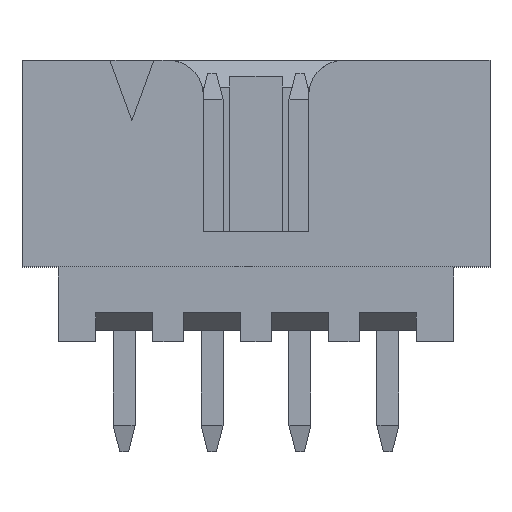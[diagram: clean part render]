
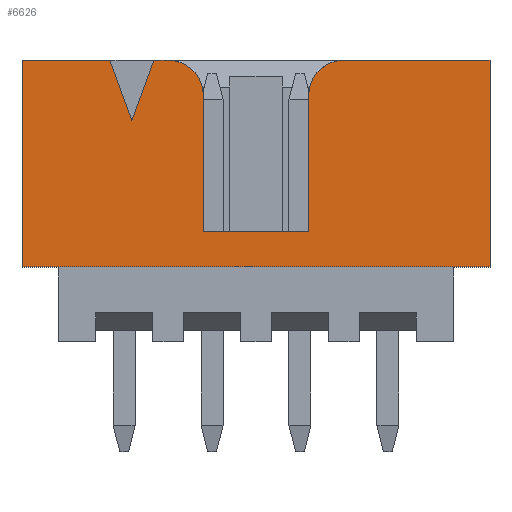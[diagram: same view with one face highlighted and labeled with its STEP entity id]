
A CAD part, top view. The second image highlights one B-rep face of the part: STEP entity #6626.
In plain terms, the highlighted planar face has unit normal (0, 0, 1).
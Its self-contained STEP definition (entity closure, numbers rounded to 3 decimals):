
#2105=DIRECTION('',(0.342,-0.94,0.));
#2106=VECTOR('',#2105,1.462);
#2107=CARTESIAN_POINT('',(-3.325,3.2,3.15));
#2108=LINE('',#2107,#2106);
#2109=DIRECTION('',(0.342,0.94,0.));
#2110=VECTOR('',#2109,1.462);
#2111=CARTESIAN_POINT('',(-2.825,1.826,3.15));
#2112=LINE('',#2111,#2110);
#2113=DIRECTION('',(-1.,0.,0.));
#2114=VECTOR('',#2113,0.325);
#2115=CARTESIAN_POINT('',(-2.,3.2,3.15));
#2116=LINE('',#2115,#2114);
#2117=CARTESIAN_POINT('',(-2.,2.4,3.15));
#2118=DIRECTION('',(0.,0.,1.));
#2119=DIRECTION('',(1.,0.,0.));
#2120=AXIS2_PLACEMENT_3D('',#2117,#2118,#2119);
#2122=DIRECTION('',(0.,-1.,0.));
#2123=VECTOR('',#2122,3.1);
#2124=CARTESIAN_POINT('',(-1.2,2.4,3.15));
#2125=LINE('',#2124,#2123);
#2126=DIRECTION('',(1.,0.,0.));
#2127=VECTOR('',#2126,2.4);
#2128=CARTESIAN_POINT('',(-1.2,-0.7,3.15));
#2129=LINE('',#2128,#2127);
#2130=DIRECTION('',(0.,1.,0.));
#2131=VECTOR('',#2130,3.1);
#2132=CARTESIAN_POINT('',(1.2,-0.7,3.15));
#2133=LINE('',#2132,#2131);
#2134=CARTESIAN_POINT('',(2.,2.4,3.15));
#2135=DIRECTION('',(0.,0.,1.));
#2136=DIRECTION('',(0.,1.,0.));
#2137=AXIS2_PLACEMENT_3D('',#2134,#2135,#2136);
#2139=DIRECTION('',(-1.,0.,0.));
#2140=VECTOR('',#2139,3.325);
#2141=CARTESIAN_POINT('',(5.325,3.2,3.15));
#2142=LINE('',#2141,#2140);
#2143=DIRECTION('',(0.,1.,0.));
#2144=VECTOR('',#2143,4.7);
#2145=CARTESIAN_POINT('',(5.325,-1.5,3.15));
#2146=LINE('',#2145,#2144);
#2147=DIRECTION('',(1.,0.,0.));
#2148=VECTOR('',#2147,10.65);
#2149=CARTESIAN_POINT('',(-5.325,-1.5,3.15));
#2150=LINE('',#2149,#2148);
#2151=DIRECTION('',(0.,-1.,0.));
#2152=VECTOR('',#2151,4.7);
#2153=CARTESIAN_POINT('',(-5.325,3.2,3.15));
#2154=LINE('',#2153,#2152);
#2155=DIRECTION('',(-1.,0.,0.));
#2156=VECTOR('',#2155,2.);
#2157=CARTESIAN_POINT('',(-3.325,3.2,3.15));
#2158=LINE('',#2157,#2156);
#2627=CARTESIAN_POINT('',(-5.325,3.2,3.15));
#2628=CARTESIAN_POINT('',(-5.325,-1.5,3.15));
#2629=VERTEX_POINT('',#2627);
#2630=VERTEX_POINT('',#2628);
#2631=CARTESIAN_POINT('',(5.325,-1.5,3.15));
#2632=CARTESIAN_POINT('',(5.325,3.2,3.15));
#2633=VERTEX_POINT('',#2631);
#2634=VERTEX_POINT('',#2632);
#2743=CARTESIAN_POINT('',(-3.325,3.2,3.15));
#2744=CARTESIAN_POINT('',(-2.825,1.826,3.15));
#2745=VERTEX_POINT('',#2743);
#2746=VERTEX_POINT('',#2744);
#2747=CARTESIAN_POINT('',(-2.325,3.2,3.15));
#2748=VERTEX_POINT('',#2747);
#3315=CARTESIAN_POINT('',(-1.2,2.4,3.15));
#3316=CARTESIAN_POINT('',(-1.2,-0.7,3.15));
#3317=VERTEX_POINT('',#3315);
#3318=VERTEX_POINT('',#3316);
#3319=CARTESIAN_POINT('',(1.2,-0.7,3.15));
#3320=VERTEX_POINT('',#3319);
#3321=CARTESIAN_POINT('',(1.2,2.4,3.15));
#3322=VERTEX_POINT('',#3321);
#3323=CARTESIAN_POINT('',(2.,3.2,3.15));
#3324=VERTEX_POINT('',#3323);
#3325=CARTESIAN_POINT('',(-2.,3.2,3.15));
#3326=VERTEX_POINT('',#3325);
#6600=CARTESIAN_POINT('',(0.,0.,3.15));
#6601=DIRECTION('',(0.,0.,1.));
#6602=DIRECTION('',(1.,0.,0.));
#6603=AXIS2_PLACEMENT_3D('',#6600,#6601,#6602);
#6604=PLANE('',#6603);
#6606=ORIENTED_EDGE('',*,*,#6605,.T.);
#6608=ORIENTED_EDGE('',*,*,#6607,.T.);
#6609=ORIENTED_EDGE('',*,*,#3534,.F.);
#6611=ORIENTED_EDGE('',*,*,#6610,.F.);
#6613=ORIENTED_EDGE('',*,*,#6612,.T.);
#6614=ORIENTED_EDGE('',*,*,#3605,.T.);
#6616=ORIENTED_EDGE('',*,*,#6615,.T.);
#6618=ORIENTED_EDGE('',*,*,#6617,.F.);
#6619=ORIENTED_EDGE('',*,*,#3501,.F.);
#6620=ORIENTED_EDGE('',*,*,#3554,.F.);
#6621=ORIENTED_EDGE('',*,*,#6575,.F.);
#6622=ORIENTED_EDGE('',*,*,#3450,.F.);
#6623=ORIENTED_EDGE('',*,*,#3523,.F.);
#6624=EDGE_LOOP('',(#6606,#6608,#6609,#6611,#6613,#6614,#6616,#6618,#6619,#6620,
#6621,#6622,#6623));
#6625=FACE_OUTER_BOUND('',#6624,.F.);
#6626=ADVANCED_FACE('',(#6625),#6604,.T.);
#2121=CIRCLE('',#2120,0.8);
#2138=CIRCLE('',#2137,0.8);
#3450=EDGE_CURVE('',#2629,#2630,#2154,.T.);
#3501=EDGE_CURVE('',#2634,#3324,#2142,.T.);
#3523=EDGE_CURVE('',#2745,#2629,#2158,.T.);
#3534=EDGE_CURVE('',#3326,#2748,#2116,.T.);
#3554=EDGE_CURVE('',#2633,#2634,#2146,.T.);
#3605=EDGE_CURVE('',#3318,#3320,#2129,.T.);
#6575=EDGE_CURVE('',#2630,#2633,#2150,.T.);
#6605=EDGE_CURVE('',#2745,#2746,#2108,.T.);
#6607=EDGE_CURVE('',#2746,#2748,#2112,.T.);
#6610=EDGE_CURVE('',#3317,#3326,#2121,.T.);
#6612=EDGE_CURVE('',#3317,#3318,#2125,.T.);
#6615=EDGE_CURVE('',#3320,#3322,#2133,.T.);
#6617=EDGE_CURVE('',#3324,#3322,#2138,.T.);
